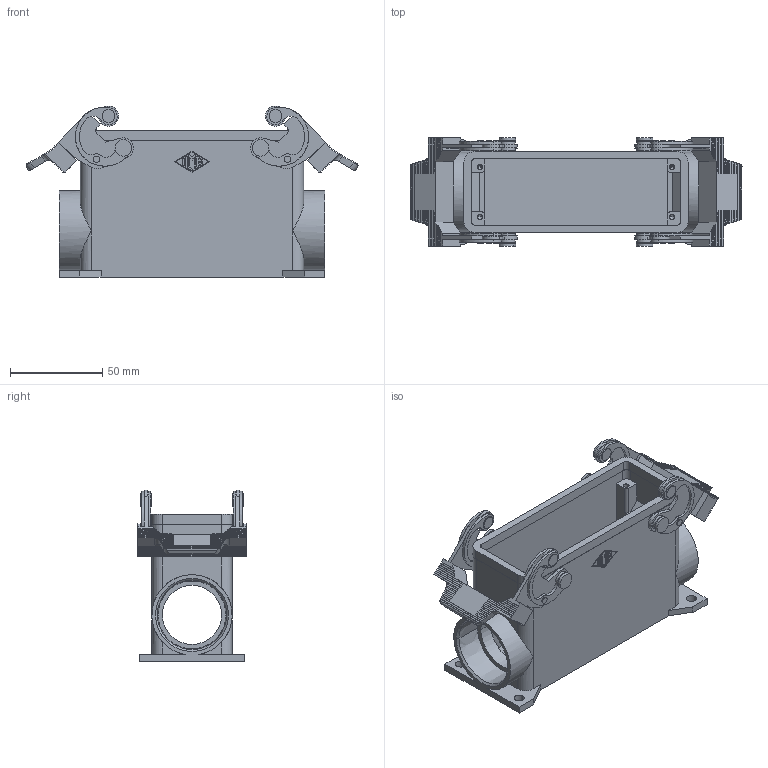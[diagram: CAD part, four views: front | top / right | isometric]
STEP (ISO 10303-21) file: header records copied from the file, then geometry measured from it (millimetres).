
FILE_DESCRIPTION(('Creo Elements/Direct Modeling STEP Export'),'2;1');
FILE_NAME('0lndrp341gmls4c2796','2016-03-01T13:23:33',(''),(''),'PTC Creo Elements/Direct Modeling STEP processor for AP214 (Solid Model)','PTC Creo Elements/Direct Modeling 19.0B 21-Mar-2015 (C) Parametric Technology GmbH','');
FILE_SCHEMA(('AUTOMOTIVE_DESIGN { 1 0 10303 214 1 1 1 1 }'));
Length unit declared in the file: millimetre
Products named in the file (1): CAPW_24.229
Bounding box: 179.98 x 59 x 93.2 mm (x, y, z)
Volume: 140833 mm3; surface area: 85112 mm2
Topology: 1 solids, 5 shells, 680 faces, 1809 edges, 1186 vertices
Faces by surface type: plane 416, cylinder 248, cone 16
Entity records: 20102 total; most frequent: CARTESIAN_POINT 3639, ORIENTED_EDGE 3602, DIRECTION 3217, EDGE_CURVE 1801, VERTEX_POINT 1186, VECTOR 1169, LINE 1169, AXIS2_PLACEMENT_3D 1024
